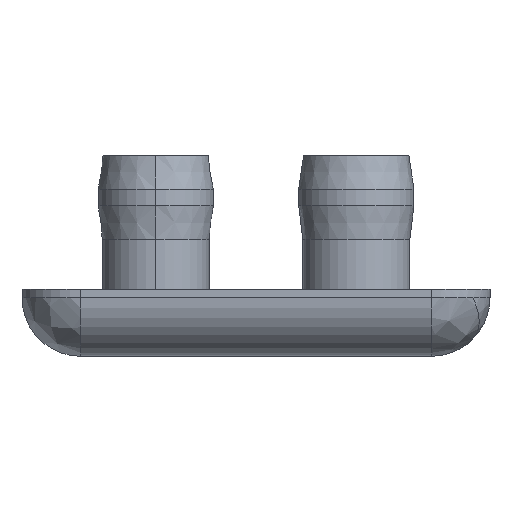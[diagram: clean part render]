
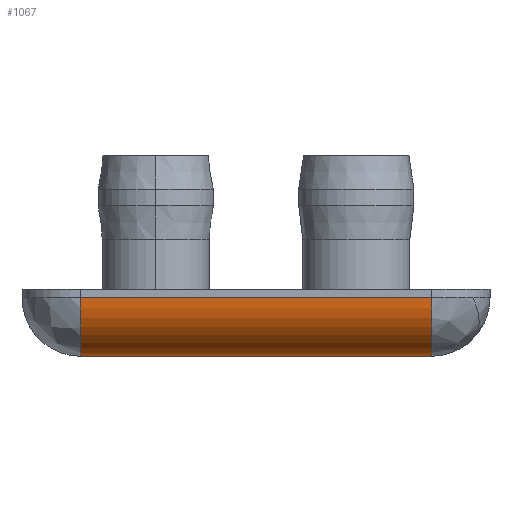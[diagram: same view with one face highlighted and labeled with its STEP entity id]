
A CAD part, front view. The second image highlights one B-rep face of the part: STEP entity #1067.
In plain terms, the highlighted cylindrical face has radius 3.5 mm (diameter 7 mm), a partial arc.
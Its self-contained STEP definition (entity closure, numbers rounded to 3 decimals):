
#32 = CARTESIAN_POINT ( 'NONE',  ( -10.5, -80., -0.5 ) ) ;
#55 = CARTESIAN_POINT ( 'NONE',  ( -10.5, -76.5, -0.5 ) ) ;
#117 = DIRECTION ( 'NONE',  ( 0., 0., -1. ) ) ;
#283 = CIRCLE ( 'NONE', #3984, 3.5 ) ;
#458 = CARTESIAN_POINT ( 'NONE',  ( -10.5, -76.5, -4. ) ) ;
#523 = DIRECTION ( 'NONE',  ( 0., 0., -1. ) ) ;
#587 = AXIS2_PLACEMENT_3D ( 'NONE', #55, #3731, #2324 ) ;
#632 = VERTEX_POINT ( 'NONE', #2674 ) ;
#661 = VERTEX_POINT ( 'NONE', #32 ) ;
#776 = ORIENTED_EDGE ( 'NONE', *, *, #4018, .T. ) ;
#921 = VERTEX_POINT ( 'NONE', #2113 ) ;
#1028 = DIRECTION ( 'NONE',  ( -1., 0., 0. ) ) ;
#1067 = ADVANCED_FACE ( 'NONE', ( #3594 ), #2215, .T. ) ;
#1124 = CARTESIAN_POINT ( 'NONE',  ( 10.5, -76.5, -0.5 ) ) ;
#1353 = DIRECTION ( 'NONE',  ( 1., 0., 0. ) ) ;
#1684 = VERTEX_POINT ( 'NONE', #458 ) ;
#1834 = DIRECTION ( 'NONE',  ( -1., 0., 0. ) ) ;
#1841 = EDGE_CURVE ( 'NONE', #1684, #632, #3010, .T. ) ;
#1863 = ORIENTED_EDGE ( 'NONE', *, *, #1841, .T. ) ;
#1964 = EDGE_CURVE ( 'NONE', #921, #661, #3389, .T. ) ;
#2004 = VECTOR ( 'NONE', #1353, 1000. ) ;
#2107 = EDGE_CURVE ( 'NONE', #632, #921, #283, .T. ) ;
#2113 = CARTESIAN_POINT ( 'NONE',  ( 10.5, -80., -0.5 ) ) ;
#2203 = EDGE_LOOP ( 'NONE', ( #4219, #2598, #776, #1863 ) ) ;
#2215 = CYLINDRICAL_SURFACE ( 'NONE', #2894, 3.5 ) ;
#2236 = CARTESIAN_POINT ( 'NONE',  ( -7., -76.5, -0.5 ) ) ;
#2287 = VECTOR ( 'NONE', #1028, 1000. ) ;
#2324 = DIRECTION ( 'NONE',  ( 0., 0., -1. ) ) ;
#2598 = ORIENTED_EDGE ( 'NONE', *, *, #1964, .T. ) ;
#2674 = CARTESIAN_POINT ( 'NONE',  ( 10.5, -76.5, -4. ) ) ;
#2894 = AXIS2_PLACEMENT_3D ( 'NONE', #2236, #3571, #523 ) ;
#3010 = LINE ( 'NONE', #4388, #2004 ) ;
#3389 = LINE ( 'NONE', #4081, #2287 ) ;
#3571 = DIRECTION ( 'NONE',  ( 1., 0., 0. ) ) ;
#3594 = FACE_OUTER_BOUND ( 'NONE', #2203, .T. ) ;
#3731 = DIRECTION ( 'NONE',  ( 1., 0., 0. ) ) ;
#3984 = AXIS2_PLACEMENT_3D ( 'NONE', #1124, #1834, #117 ) ;
#4018 = EDGE_CURVE ( 'NONE', #661, #1684, #4067, .T. ) ;
#4067 = CIRCLE ( 'NONE', #587, 3.5 ) ;
#4081 = CARTESIAN_POINT ( 'NONE',  ( -7., -80., -0.5 ) ) ;
#4219 = ORIENTED_EDGE ( 'NONE', *, *, #2107, .T. ) ;
#4388 = CARTESIAN_POINT ( 'NONE',  ( 0., -76.5, -4. ) ) ;
